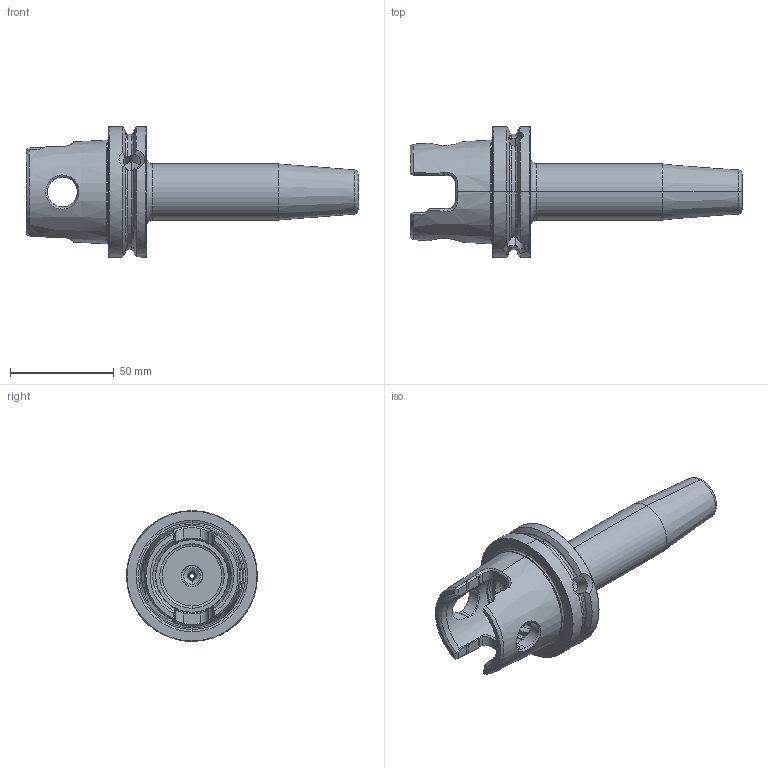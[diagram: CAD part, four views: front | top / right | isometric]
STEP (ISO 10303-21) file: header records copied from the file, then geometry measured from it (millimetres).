
FILE_DESCRIPTION (( 'STEP AP203' ), '1' );
FILE_NAME ('KY6.S06.K01.120.STEP', '2018-02-14T14:23:09', ( 'SWIAdmin' ), ( 'Hewlett-Packard Company' ), 'SwSTEP 2.0', 'SolidWorks 2017', '' );
FILE_SCHEMA (( 'CONFIG_CONTROL_DESIGN' ));
Length unit declared in the file: millimetre
Products named in the file (3): KY6-S06.K01.120_A; ERU-AN1.K01.014_A; KY6.S06.K01.120
Assembly tree (2 placements, depth 2):
  KY6.S06.K01.120
    KY6-S06.K01.120_A
    ERU-AN1.K01.014_A
Bounding box: 159.95 x 62.95 x 62.95 mm (x, y, z)
Volume: 128814.3 mm3; surface area: 30545 mm2
Topology: 2 solids, 2 shells, 279 faces, 700 edges, 424 vertices
Faces by surface type: plane 79, cylinder 60, cone 58, bspline 50, torus 32
Entity records: 11197 total; most frequent: CARTESIAN_POINT 4839, ORIENTED_EDGE 1388, DIRECTION 1078, EDGE_CURVE 694, AXIS2_PLACEMENT_3D 437, VERTEX_POINT 424, EDGE_LOOP 292, B_SPLINE_CURVE_WITH_KNOTS 287
